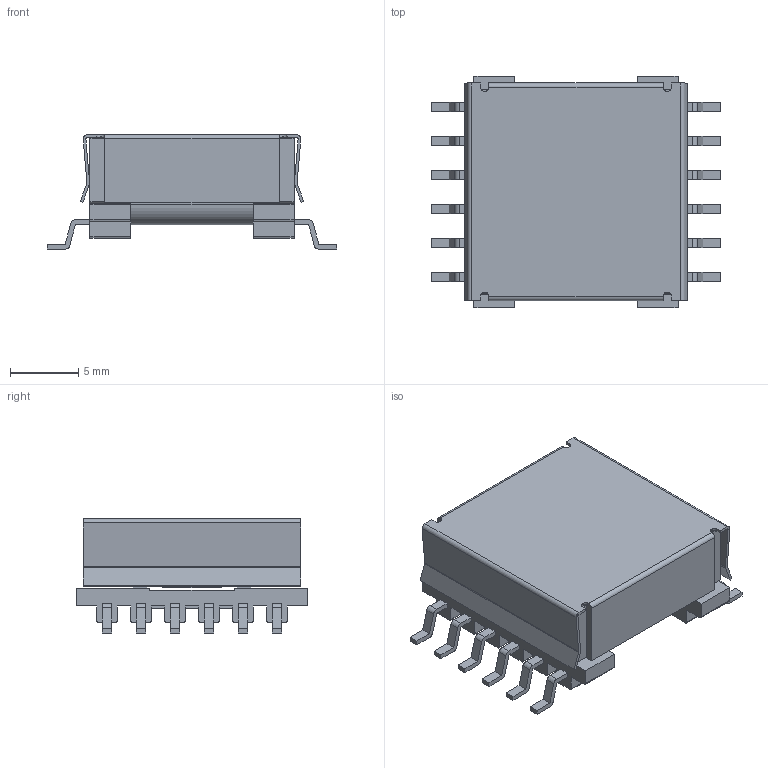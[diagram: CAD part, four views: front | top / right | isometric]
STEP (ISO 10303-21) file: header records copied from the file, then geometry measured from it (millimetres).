
FILE_DESCRIPTION(('OneSpaceDesigner STEP Export'),'2;1');
FILE_NAME('EFD15_GW_12pin.stp','2023-09-13T15:15:23',(''),(''),'OneSpace Designer STEP processor for AP214 (Solid Model)','OneSpace Designer 13.01 05-Feb-2005 (C) CoCreate Software GmbH','');
FILE_SCHEMA(('AUTOMOTIVE_DESIGN { 1 0 10303 214 1 1 1 1 }'));
Length unit declared in the file: millimetre
Products named in the file (1): EFD15_GW_12pin
Bounding box: 21.3 x 17 x 8.4 mm (x, y, z)
Volume: 1488.5 mm3; surface area: 1867.2 mm2
Topology: 1 solids, 1 shells, 328 faces, 910 edges, 596 vertices
Faces by surface type: plane 254, cylinder 74
Entity records: 10238 total; most frequent: ORIENTED_EDGE 1820, CARTESIAN_POINT 1801, DIRECTION 1664, EDGE_CURVE 910, VECTOR 746, LINE 746, VERTEX_POINT 596, AXIS2_PLACEMENT_3D 459
